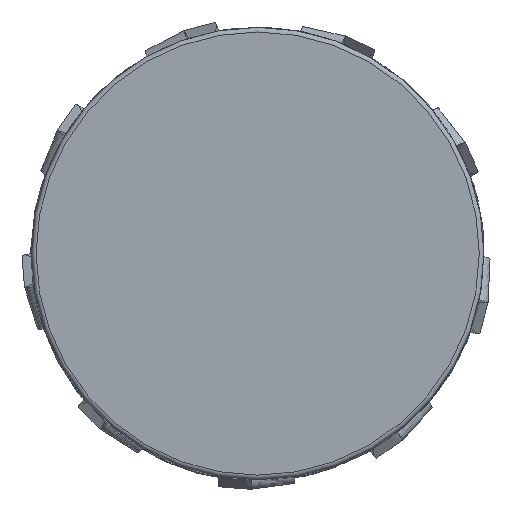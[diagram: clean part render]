
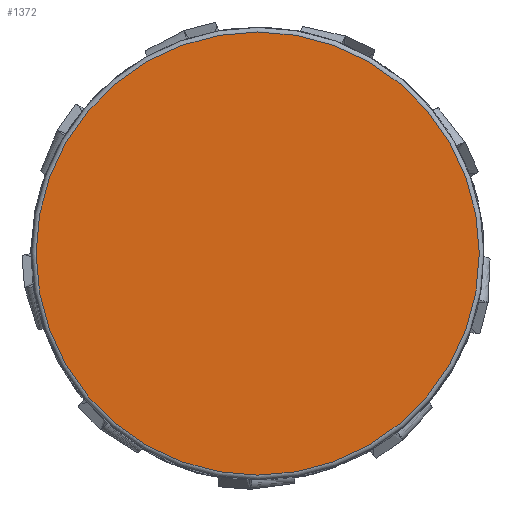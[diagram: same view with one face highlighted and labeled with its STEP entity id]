
A CAD part, top view. The second image highlights one B-rep face of the part: STEP entity #1372.
In plain terms, the highlighted planar face has unit normal (0, 0, 1).
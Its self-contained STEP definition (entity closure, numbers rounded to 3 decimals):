
#543=PLANE('',#5641);
#1372=ADVANCED_FACE('CLONE_TP_FACE',(#1704),#543,.T.);
#1704=FACE_OUTER_BOUND('',#1921,.T.);
#1921=EDGE_LOOP('',(#2833));
#2833=ORIENTED_EDGE('',*,*,#4696,.T.);
#4108=VERTEX_POINT('',#14139);
#4696=EDGE_CURVE('',#4108,#4108,#5288,.T.);
#5288=CIRCLE('',#5640,23.875);
#5640=AXIS2_PLACEMENT_3D('',#14138,#6427,#6428);
#5641=AXIS2_PLACEMENT_3D('',#14140,#6429,#6430);
#6427=DIRECTION('',(0.,0.,1.));
#6428=DIRECTION('',(1.,0.,0.));
#6429=DIRECTION('',(0.,0.,1.));
#6430=DIRECTION('',(1.,0.,0.));
#14138=CARTESIAN_POINT('',(0.,0.,0.));
#14139=CARTESIAN_POINT('',(23.875,0.,0.));
#14140=CARTESIAN_POINT('',(9.53,0.,0.));
